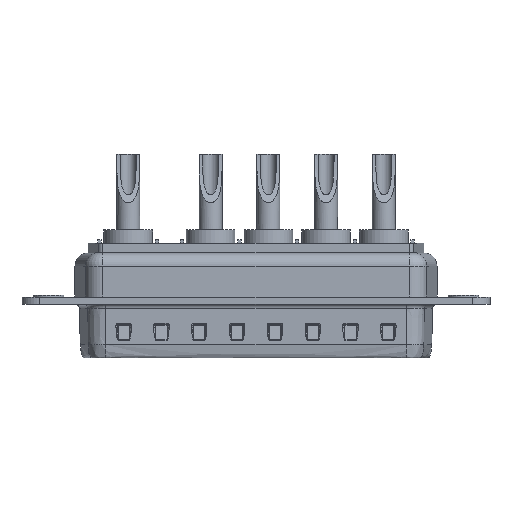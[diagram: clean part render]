
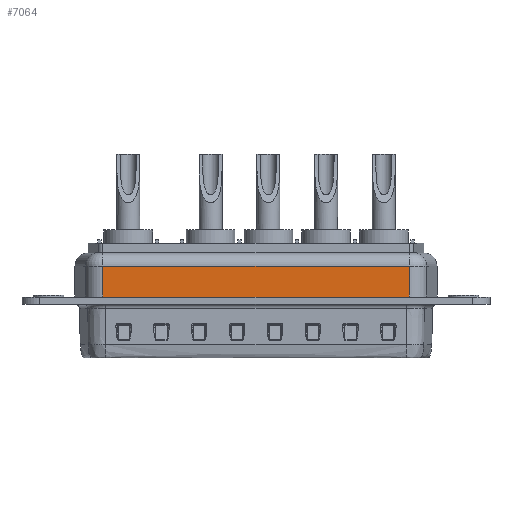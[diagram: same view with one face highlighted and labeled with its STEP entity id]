
A CAD part, front view. The second image highlights one B-rep face of the part: STEP entity #7064.
In plain terms, the highlighted planar face has unit normal (0, -1, 0).
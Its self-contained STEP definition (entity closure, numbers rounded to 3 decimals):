
#599 = LINE ( 'NONE', #715, #3620 ) ;
#715 = CARTESIAN_POINT ( 'NONE',  ( -17.356, -5.3, 6.9 ) ) ;
#842 = VERTEX_POINT ( 'NONE', #9272 ) ;
#961 = LINE ( 'NONE', #2898, #15948 ) ;
#1472 = CARTESIAN_POINT ( 'NONE',  ( -17.356, -5.3, 10.4 ) ) ;
#1697 = CARTESIAN_POINT ( 'NONE',  ( 17.356, -5.3, 6.9 ) ) ;
#1899 = CARTESIAN_POINT ( 'NONE',  ( -17.356, -5.3, 11.9 ) ) ;
#2004 = VERTEX_POINT ( 'NONE', #1697 ) ;
#2087 = DIRECTION ( 'NONE',  ( 1., 0., 0. ) ) ;
#2684 = ORIENTED_EDGE ( 'NONE', *, *, #12668, .F. ) ;
#2898 = CARTESIAN_POINT ( 'NONE',  ( 17.356, -5.3, 11.9 ) ) ;
#3589 = DIRECTION ( 'NONE',  ( 0., 0., 1. ) ) ;
#3620 = VECTOR ( 'NONE', #2087, 1000. ) ;
#4301 = DIRECTION ( 'NONE',  ( 0., 0., -1. ) ) ;
#4398 = DIRECTION ( 'NONE',  ( 0., 0., -1. ) ) ;
#6051 = VECTOR ( 'NONE', #11983, 1000. ) ;
#7064 = ADVANCED_FACE ( 'NONE', ( #22286 ), #15462, .F. ) ;
#7284 = EDGE_CURVE ( 'NONE', #9110, #12665, #9507, .T. ) ;
#7770 = EDGE_CURVE ( 'NONE', #12665, #842, #10568, .T. ) ;
#8846 = DIRECTION ( 'NONE',  ( 0., 1., 0. ) ) ;
#9110 = VERTEX_POINT ( 'NONE', #11110 ) ;
#9272 = CARTESIAN_POINT ( 'NONE',  ( -17.356, -5.3, 6.9 ) ) ;
#9507 = LINE ( 'NONE', #1472, #6051 ) ;
#10568 = LINE ( 'NONE', #1899, #20240 ) ;
#11110 = CARTESIAN_POINT ( 'NONE',  ( 17.356, -5.3, 10.4 ) ) ;
#11383 = EDGE_CURVE ( 'NONE', #842, #2004, #599, .T. ) ;
#11490 = AXIS2_PLACEMENT_3D ( 'NONE', #20569, #8846, #3589 ) ;
#11983 = DIRECTION ( 'NONE',  ( -1., 0., 0. ) ) ;
#12102 = EDGE_LOOP ( 'NONE', ( #2684, #20743, #19579, #13100 ) ) ;
#12665 = VERTEX_POINT ( 'NONE', #21715 ) ;
#12668 = EDGE_CURVE ( 'NONE', #9110, #2004, #961, .T. ) ;
#13100 = ORIENTED_EDGE ( 'NONE', *, *, #11383, .T. ) ;
#15462 = PLANE ( 'NONE',  #11490 ) ;
#15948 = VECTOR ( 'NONE', #4398, 1000. ) ;
#19579 = ORIENTED_EDGE ( 'NONE', *, *, #7770, .T. ) ;
#20240 = VECTOR ( 'NONE', #4301, 1000. ) ;
#20569 = CARTESIAN_POINT ( 'NONE',  ( -17.356, -5.3, 11.9 ) ) ;
#20743 = ORIENTED_EDGE ( 'NONE', *, *, #7284, .T. ) ;
#21715 = CARTESIAN_POINT ( 'NONE',  ( -17.356, -5.3, 10.4 ) ) ;
#22286 = FACE_OUTER_BOUND ( 'NONE', #12102, .T. ) ;
